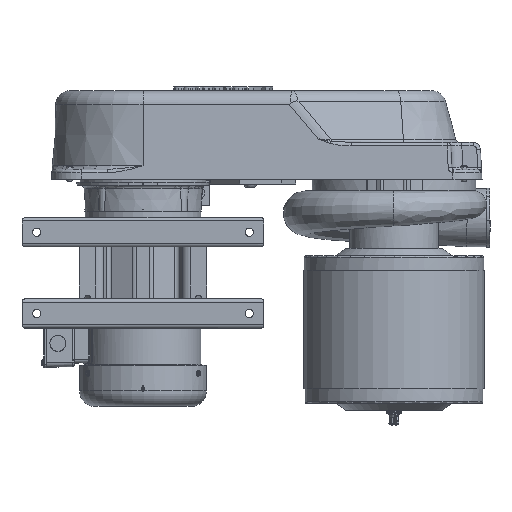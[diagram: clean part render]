
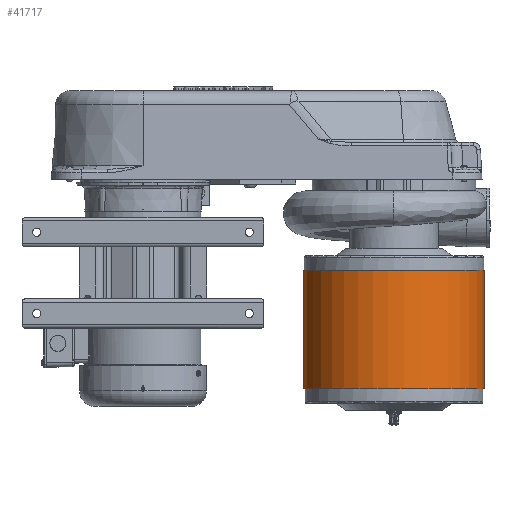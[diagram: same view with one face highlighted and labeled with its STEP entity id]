
A CAD part, front view. The second image highlights one B-rep face of the part: STEP entity #41717.
In plain terms, the highlighted cylindrical face has radius 155.448 mm (diameter 310.896 mm), a full revolution.
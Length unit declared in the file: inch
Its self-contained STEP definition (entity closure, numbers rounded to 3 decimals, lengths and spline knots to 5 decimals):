
#707=FACE_BOUND('',#11987,.T.);
#9356=FACE_OUTER_BOUND('',#11986,.T.);
#11986=EDGE_LOOP('',(#28857));
#11987=EDGE_LOOP('',(#28858));
#15507=CIRCLE('',#44430,6.12);
#15509=CIRCLE('',#44433,6.12);
#17759=VERTEX_POINT('',#68971);
#17761=VERTEX_POINT('',#68976);
#22071=EDGE_CURVE('',#17759,#17759,#15507,.T.);
#22073=EDGE_CURVE('',#17761,#17761,#15509,.T.);
#28857=ORIENTED_EDGE('',*,*,#22073,.F.);
#28858=ORIENTED_EDGE('',*,*,#22071,.F.);
#40828=CYLINDRICAL_SURFACE('',#44432,6.12);
#41717=ADVANCED_FACE('',(#9356,#707),#40828,.T.);
#44430=AXIS2_PLACEMENT_3D('',#68972,#49480,#49481);
#44432=AXIS2_PLACEMENT_3D('',#68975,#49484,#49485);
#44433=AXIS2_PLACEMENT_3D('',#68977,#49486,#49487);
#49480=DIRECTION('center_axis',(0.,0.,
1.));
#49481=DIRECTION('ref_axis',(0.895,0.446,0.));
#49484=DIRECTION('center_axis',(0.,0.,
-1.));
#49485=DIRECTION('ref_axis',(0.895,0.446,0.));
#49486=DIRECTION('center_axis',(0.,0.,
-1.));
#49487=DIRECTION('ref_axis',(0.895,0.446,0.));
#68971=CARTESIAN_POINT('',(-4.29022,2.75385,31.09094));
#68972=CARTESIAN_POINT('Origin',(1.18756,5.48302,31.09094));
#68975=CARTESIAN_POINT('Origin',(1.18756,5.48302,31.09094));
#68976=CARTESIAN_POINT('',(-4.29022,2.75385,23.09094));
#68977=CARTESIAN_POINT('Origin',(1.18756,5.48302,23.09094));
